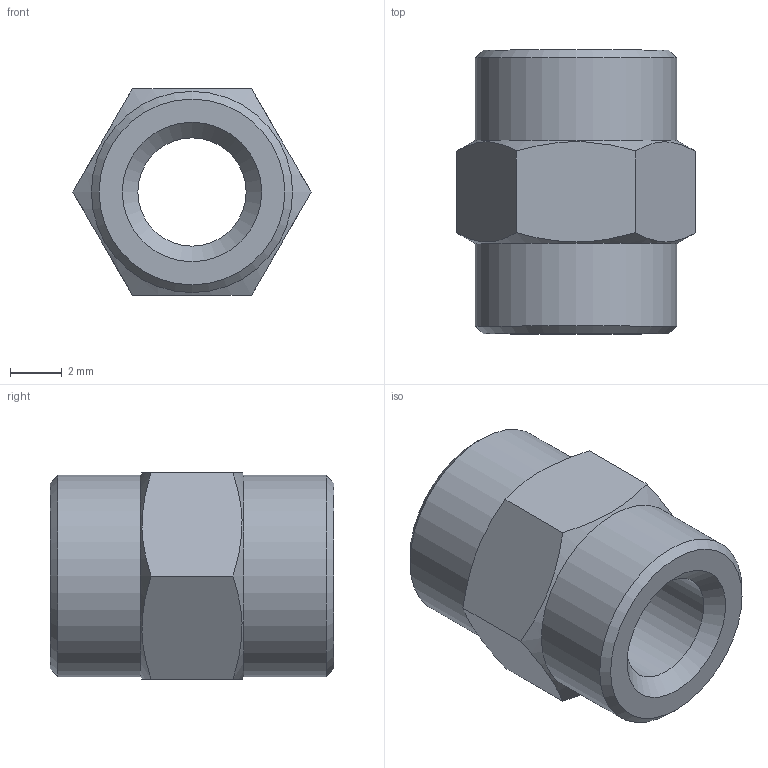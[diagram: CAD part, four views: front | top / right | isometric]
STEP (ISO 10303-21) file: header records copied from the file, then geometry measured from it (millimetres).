
FILE_DESCRIPTION(( 'RA.13.M5.M5.stp' ), '1');
FILE_NAME( 'RA.13.M5.M5.stp', '2019-06-19T16:35:43',( 'Sopra'),('sopra-pneumatic.com'), 'SwSTEP 2.0','SolidWorks 2009','' );
FILE_SCHEMA( ( 'CONFIG_CONTROL_DESIGN' ) );
Length unit declared in the file: millimetre
Products named in the file (1): NONE
Bounding box: 9.24 x 11 x 8 mm (x, y, z)
Volume: 394.6 mm3; surface area: 485.8 mm2
Topology: 1 solids, 1 shells, 17 faces, 42 edges, 27 vertices
Faces by surface type: plane 8, cone 6, cylinder 3
Full cylindrical faces by diameter (mm): 4.2 x1, 7.8 x2
Entity records: 606 total; most frequent: CARTESIAN_POINT 228, DIRECTION 62, ORIENTED_EDGE 60, EDGE_CURVE 30, AXIS2_PLACEMENT_3D 28, EDGE_LOOP 28, VERTEX_POINT 24, FACE_OUTER_BOUND 20
